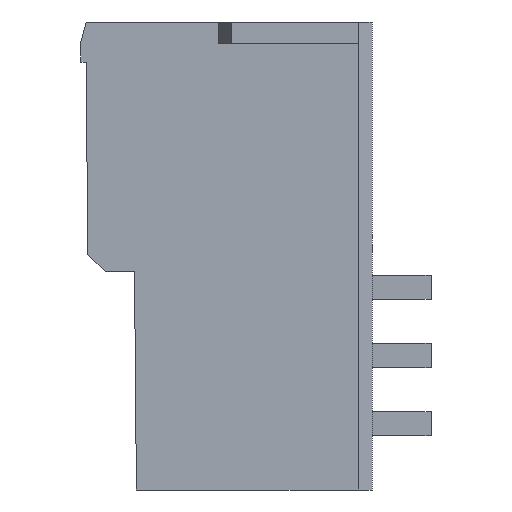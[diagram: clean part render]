
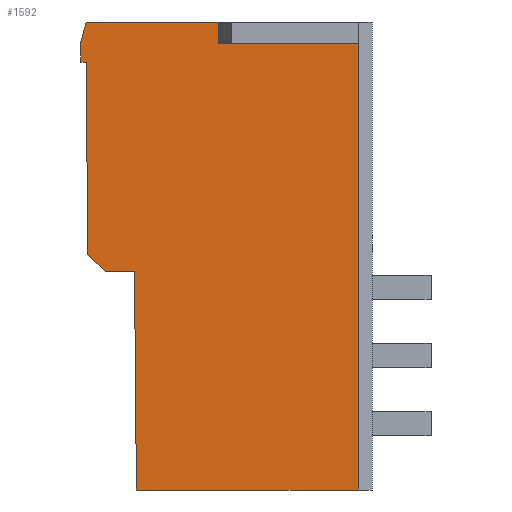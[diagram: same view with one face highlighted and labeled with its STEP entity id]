
A CAD part, left-side view. The second image highlights one B-rep face of the part: STEP entity #1592.
In plain terms, the highlighted planar face has unit normal (-1, 0, 0).
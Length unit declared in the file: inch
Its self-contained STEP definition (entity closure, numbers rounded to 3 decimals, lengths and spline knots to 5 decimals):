
#1=DIRECTION('',(0.,-0.71,-0.704));
#2=VECTOR('',#1,0.0704);
#3=CARTESIAN_POINT('',(-0.4925,0.78016,-0.67044));
#4=LINE('',#3,#2);
#5=DIRECTION('',(0.,0.009,1.));
#6=VECTOR('',#5,0.55446);
#7=CARTESIAN_POINT('',(-0.4925,0.78016,-0.67044));
#8=LINE('',#7,#6);
#9=DIRECTION('',(0.,1.,0.));
#10=VECTOR('',#9,0.015);
#11=CARTESIAN_POINT('',(-0.4925,0.785,-0.116));
#12=LINE('',#11,#10);
#13=DIRECTION('',(0.,0.,1.));
#14=VECTOR('',#13,0.06);
#15=CARTESIAN_POINT('',(-0.4925,0.8,-0.116));
#16=LINE('',#15,#14);
#17=DIRECTION('',(0.,-0.259,0.966));
#18=VECTOR('',#17,0.05797);
#19=CARTESIAN_POINT('',(-0.4925,0.8,-0.056));
#20=LINE('',#19,#18);
#21=DIRECTION('',(0.,-1.,0.));
#22=VECTOR('',#21,0.382);
#23=CARTESIAN_POINT('',(-0.4925,0.785,0.));
#24=LINE('',#23,#22);
#25=DIRECTION('',(0.,0.,-1.));
#26=VECTOR('',#25,0.0625);
#27=CARTESIAN_POINT('',(-0.4925,0.403,0.));
#28=LINE('',#27,#26);
#29=DIRECTION('',(0.,1.,0.));
#30=VECTOR('',#29,0.403);
#31=CARTESIAN_POINT('',(-0.4925,0.,-0.0625));
#32=LINE('',#31,#30);
#33=DIRECTION('',(0.,0.,-1.));
#34=VECTOR('',#33,1.2875);
#35=CARTESIAN_POINT('',(-0.4925,0.,-0.0625));
#36=LINE('',#35,#34);
#37=DIRECTION('',(0.,1.,0.));
#38=VECTOR('',#37,0.64);
#39=CARTESIAN_POINT('',(-0.4925,0.,-1.35));
#40=LINE('',#39,#38);
#41=DIRECTION('',(0.,0.009,1.));
#42=VECTOR('',#41,0.63002);
#43=CARTESIAN_POINT('',(-0.4925,0.64,-1.35));
#44=LINE('',#43,#42);
#45=DIRECTION('',(0.,1.,0.));
#46=VECTOR('',#45,0.08467);
#47=CARTESIAN_POINT('',(-0.4925,0.6455,-0.72));
#48=LINE('',#47,#46);
#1173=CARTESIAN_POINT('',(-0.4925,0.,-1.35));
#1174=CARTESIAN_POINT('',(-0.4925,0.64,-1.35));
#1175=VERTEX_POINT('',#1173);
#1176=VERTEX_POINT('',#1174);
#1177=CARTESIAN_POINT('',(-0.4925,0.6455,-0.72));
#1178=VERTEX_POINT('',#1177);
#1179=CARTESIAN_POINT('',(-0.4925,0.785,-0.116));
#1180=CARTESIAN_POINT('',(-0.4925,0.8,-0.116));
#1181=VERTEX_POINT('',#1179);
#1182=VERTEX_POINT('',#1180);
#1183=CARTESIAN_POINT('',(-0.4925,0.8,-0.056));
#1184=VERTEX_POINT('',#1183);
#1185=CARTESIAN_POINT('',(-0.4925,0.785,0.));
#1186=VERTEX_POINT('',#1185);
#1219=CARTESIAN_POINT('',(-0.4925,0.,-0.0625));
#1220=CARTESIAN_POINT('',(-0.4925,0.403,-0.0625));
#1221=VERTEX_POINT('',#1219);
#1222=VERTEX_POINT('',#1220);
#1223=CARTESIAN_POINT('',(-0.4925,0.403,0.));
#1224=VERTEX_POINT('',#1223);
#1265=CARTESIAN_POINT('',(-0.4925,0.78016,-0.67044));
#1266=CARTESIAN_POINT('',(-0.4925,0.73016,-0.72));
#1267=VERTEX_POINT('',#1265);
#1268=VERTEX_POINT('',#1266);
#1561=CARTESIAN_POINT('',(-0.4925,0.,0.));
#1562=DIRECTION('',(1.,0.,0.));
#1563=DIRECTION('',(0.,0.,-1.));
#1564=AXIS2_PLACEMENT_3D('',#1561,#1562,#1563);
#1565=PLANE('',#1564);
#1567=ORIENTED_EDGE('',*,*,#1566,.F.);
#1569=ORIENTED_EDGE('',*,*,#1568,.T.);
#1571=ORIENTED_EDGE('',*,*,#1570,.T.);
#1573=ORIENTED_EDGE('',*,*,#1572,.T.);
#1575=ORIENTED_EDGE('',*,*,#1574,.T.);
#1577=ORIENTED_EDGE('',*,*,#1576,.T.);
#1579=ORIENTED_EDGE('',*,*,#1578,.T.);
#1581=ORIENTED_EDGE('',*,*,#1580,.F.);
#1583=ORIENTED_EDGE('',*,*,#1582,.T.);
#1585=ORIENTED_EDGE('',*,*,#1584,.T.);
#1587=ORIENTED_EDGE('',*,*,#1586,.T.);
#1589=ORIENTED_EDGE('',*,*,#1588,.T.);
#1590=EDGE_LOOP('',(#1567,#1569,#1571,#1573,#1575,#1577,#1579,#1581,#1583,#1585,
#1587,#1589));
#1591=FACE_OUTER_BOUND('',#1590,.F.);
#1592=ADVANCED_FACE('',(#1591),#1565,.F.);
#1566=EDGE_CURVE('',#1267,#1268,#4,.T.);
#1568=EDGE_CURVE('',#1267,#1181,#8,.T.);
#1570=EDGE_CURVE('',#1181,#1182,#12,.T.);
#1572=EDGE_CURVE('',#1182,#1184,#16,.T.);
#1574=EDGE_CURVE('',#1184,#1186,#20,.T.);
#1576=EDGE_CURVE('',#1186,#1224,#24,.T.);
#1578=EDGE_CURVE('',#1224,#1222,#28,.T.);
#1580=EDGE_CURVE('',#1221,#1222,#32,.T.);
#1582=EDGE_CURVE('',#1221,#1175,#36,.T.);
#1584=EDGE_CURVE('',#1175,#1176,#40,.T.);
#1586=EDGE_CURVE('',#1176,#1178,#44,.T.);
#1588=EDGE_CURVE('',#1178,#1268,#48,.T.);
